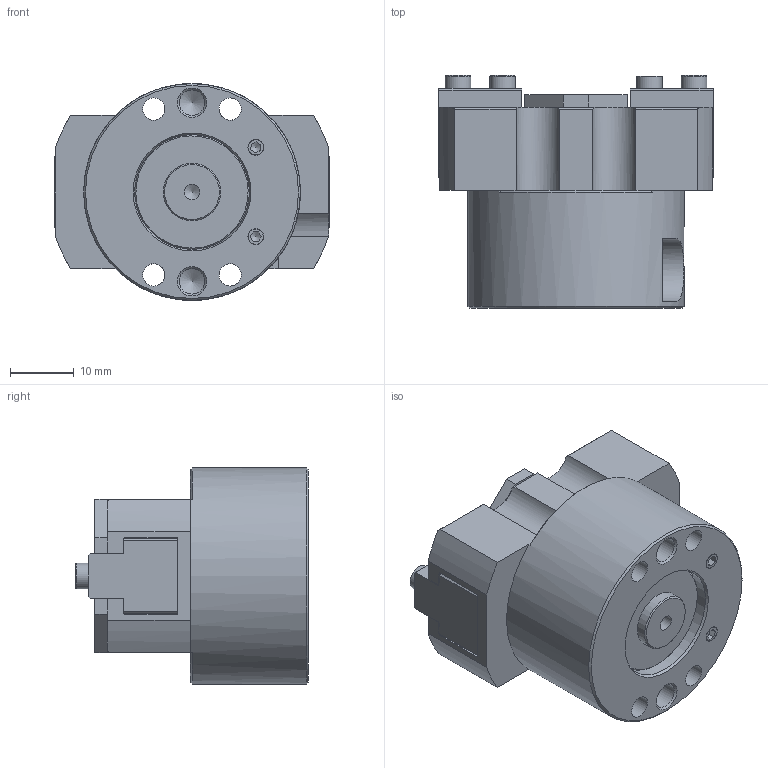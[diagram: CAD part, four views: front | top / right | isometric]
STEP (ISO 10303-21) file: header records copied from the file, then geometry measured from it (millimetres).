
FILE_DESCRIPTION(/* description */ (''),/* implementation_level */ '2;1');
FILE_NAME(/* name */ 'MPO 030 C1 .stp',/* time_stamp */ '2021-03-16T17:13:13+01:00',/* author */ ('Emilio'),/* organization */ (''),/* preprocessor_version */ 'ST-DEVELOPER v17.2',/* originating_system */ 'Autodesk Inventor 2019',/* authorisation */ '');
FILE_SCHEMA (('AUTOMOTIVE_DESIGN { 1 0 10303 214 3 1 1 }'));
Length unit declared in the file: millimetre
Products named in the file (9): MPO 030 C1 ; DIN 913 - M3 x 5 Acciaio; DIN 913 - M3 x 5; DIN 7991 - M3x6; BOCCOLA 4H7L4; OPM-30 - CORPO-31095.03 CLIENTE; OPM-30 - FONDELLO-31095.06; MPO-30-GRIFFA; OPM-30 - COPERCHIO-31095.01
Assembly tree (15 placements, depth 2):
  MPO 030 C1 
    DIN 913 - M3 x 5 Acciaio  x2
    DIN 913 - M3 x 5  x2
    DIN 7991 - M3x6  x2
    BOCCOLA 4H7L4  x4
    OPM-30 - CORPO-31095.03 CLIENTE
    OPM-30 - FONDELLO-31095.06
    MPO-30-GRIFFA  x2
    OPM-30 - COPERCHIO-31095.01
Bounding box: 43 x 36.5 x 34 mm (x, y, z)
Volume: 27658.8 mm3; surface area: 14167.6 mm2
Topology: 15 solids, 15 shells, 328 faces, 876 edges, 585 vertices
Faces by surface type: plane 193, cylinder 73, cone 59, torus 3
Full cylindrical faces by diameter (mm): 1.5 x2, 2.013 x4, 2.459 x7, 2.7 x4, 3 x6, 3.1 x2, 3.5 x4, 4 x12, 4.134 x2, 6 x2, 9 x1, 18 x2, 34 x1
Entity records: 7639 total; most frequent: CARTESIAN_POINT 1460, DIRECTION 1274, ORIENTED_EDGE 1178, EDGE_CURVE 589, AXIS2_PLACEMENT_3D 469, VERTEX_POINT 404, LINE 336, VECTOR 336
